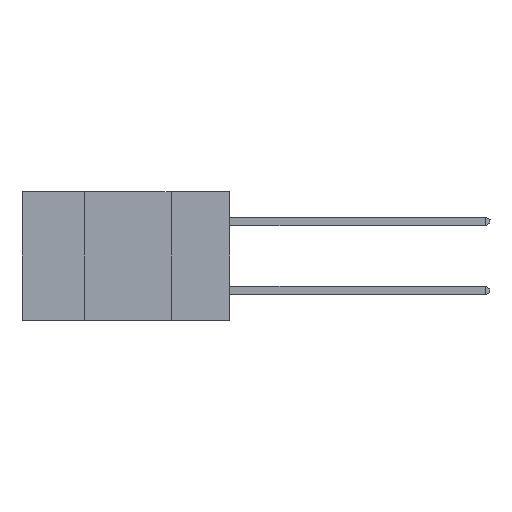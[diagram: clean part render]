
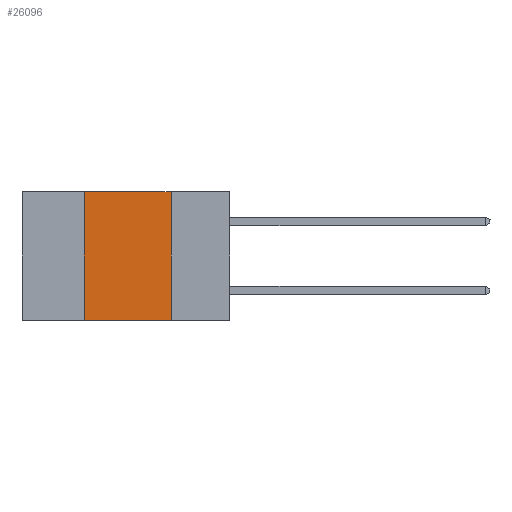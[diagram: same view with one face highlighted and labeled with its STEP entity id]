
A CAD part, left-side view. The second image highlights one B-rep face of the part: STEP entity #26096.
In plain terms, the highlighted planar face has unit normal (-1, 0, 0).
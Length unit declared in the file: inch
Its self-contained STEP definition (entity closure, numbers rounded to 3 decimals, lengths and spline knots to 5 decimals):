
#1046 = LINE ( 'NONE', #22266, #21891 ) ;
#1813 = VECTOR ( 'NONE', #12799, 39.37008 ) ;
#2144 = ORIENTED_EDGE ( 'NONE', *, *, #14372, .F. ) ;
#2490 = ORIENTED_EDGE ( 'NONE', *, *, #27438, .T. ) ;
#2802 = LINE ( 'NONE', #8115, #10274 ) ;
#4702 = CARTESIAN_POINT ( 'NONE',  ( 0., 0.17, 0. ) ) ;
#5373 = PLANE ( 'NONE',  #19789 ) ;
#6013 = CARTESIAN_POINT ( 'NONE',  ( 0., 0.42, -0.37 ) ) ;
#7080 = LINE ( 'NONE', #20184, #19644 ) ;
#7115 = ORIENTED_EDGE ( 'NONE', *, *, #9342, .F. ) ;
#8115 = CARTESIAN_POINT ( 'NONE',  ( 0., 0.6, -0.37 ) ) ;
#8942 = CARTESIAN_POINT ( 'NONE',  ( 0., 0.17, -0.37 ) ) ;
#9342 = EDGE_CURVE ( 'NONE', #21842, #22364, #1046, .T. ) ;
#9346 = LINE ( 'NONE', #15202, #1813 ) ;
#10274 = VECTOR ( 'NONE', #25661, 39.37008 ) ;
#10401 = DIRECTION ( 'NONE',  ( 1., 0., 0. ) ) ;
#12799 = DIRECTION ( 'NONE',  ( 0., -1., 0. ) ) ;
#14372 = EDGE_CURVE ( 'NONE', #22216, #14979, #7080, .T. ) ;
#14676 = ORIENTED_EDGE ( 'NONE', *, *, #23285, .F. ) ;
#14979 = VERTEX_POINT ( 'NONE', #29858 ) ;
#15202 = CARTESIAN_POINT ( 'NONE',  ( 0., 0.6, 0. ) ) ;
#17353 = DIRECTION ( 'NONE',  ( 0., 0., -1. ) ) ;
#18573 = FACE_OUTER_BOUND ( 'NONE', #29240, .T. ) ;
#19644 = VECTOR ( 'NONE', #22657, 39.37008 ) ;
#19789 = AXIS2_PLACEMENT_3D ( 'NONE', #25397, #10401, #27889 ) ;
#20184 = CARTESIAN_POINT ( 'NONE',  ( 0., 0.42, 0. ) ) ;
#21842 = VERTEX_POINT ( 'NONE', #4702 ) ;
#21891 = VECTOR ( 'NONE', #17353, 39.37008 ) ;
#22216 = VERTEX_POINT ( 'NONE', #6013 ) ;
#22266 = CARTESIAN_POINT ( 'NONE',  ( 0., 0.17, 0. ) ) ;
#22364 = VERTEX_POINT ( 'NONE', #8942 ) ;
#22657 = DIRECTION ( 'NONE',  ( 0., 0., 1. ) ) ;
#23285 = EDGE_CURVE ( 'NONE', #14979, #21842, #9346, .T. ) ;
#25397 = CARTESIAN_POINT ( 'NONE',  ( 0., 0.6, 0. ) ) ;
#25661 = DIRECTION ( 'NONE',  ( 0., -1., 0. ) ) ;
#26096 = ADVANCED_FACE ( 'NONE', ( #18573 ), #5373, .F. ) ;
#27438 = EDGE_CURVE ( 'NONE', #22216, #22364, #2802, .T. ) ;
#27889 = DIRECTION ( 'NONE',  ( 0., 0., -1. ) ) ;
#29240 = EDGE_LOOP ( 'NONE', ( #7115, #14676, #2144, #2490 ) ) ;
#29858 = CARTESIAN_POINT ( 'NONE',  ( 0., 0.42, 0. ) ) ;
